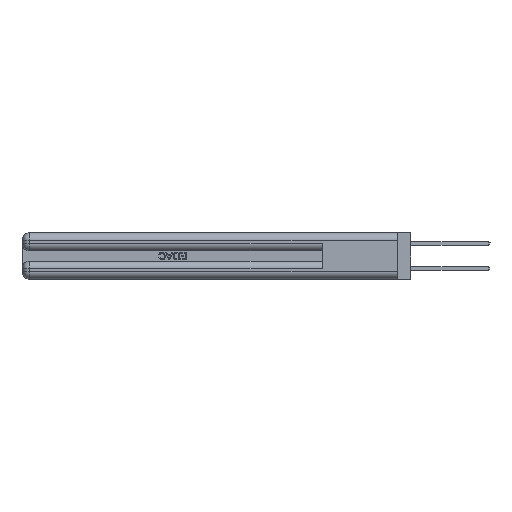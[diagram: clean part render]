
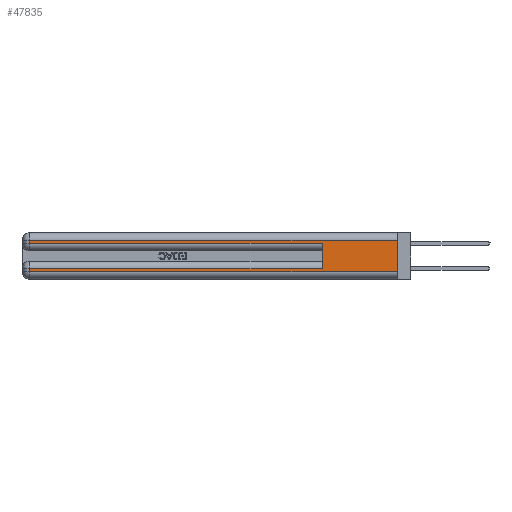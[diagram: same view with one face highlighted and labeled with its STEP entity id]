
A CAD part, left-side view. The second image highlights one B-rep face of the part: STEP entity #47835.
In plain terms, the highlighted planar face has unit normal (-1, 0, 0).
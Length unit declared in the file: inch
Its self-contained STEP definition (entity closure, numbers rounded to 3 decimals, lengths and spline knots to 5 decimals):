
#427 = EDGE_LOOP ( 'NONE', ( #47524, #38203, #12073, #35502, #38149, #30657, #16253, #28218 ) ) ;
#2658 = EDGE_CURVE ( 'NONE', #23309, #35150, #20697, .T. ) ;
#4591 = VERTEX_POINT ( 'NONE', #10900 ) ;
#4776 = DIRECTION ( 'NONE',  ( 0., -1., 0. ) ) ;
#5280 = LINE ( 'NONE', #13462, #8717 ) ;
#5700 = LINE ( 'NONE', #28911, #8015 ) ;
#5990 = LINE ( 'NONE', #26746, #15817 ) ;
#6067 = EDGE_CURVE ( 'NONE', #25447, #4591, #16367, .T. ) ;
#6183 = LINE ( 'NONE', #34484, #44478 ) ;
#7366 = VERTEX_POINT ( 'NONE', #35510 ) ;
#8015 = VECTOR ( 'NONE', #32806, 39.37008 ) ;
#8717 = VECTOR ( 'NONE', #43323, 39.37008 ) ;
#10897 = VECTOR ( 'NONE', #37901, 39.37008 ) ;
#10900 = CARTESIAN_POINT ( 'NONE',  ( 0., 2.94, 0.31 ) ) ;
#11086 = DIRECTION ( 'NONE',  ( 0., -1., 0. ) ) ;
#11187 = CARTESIAN_POINT ( 'NONE',  ( 0., 0.6, 0.085 ) ) ;
#12073 = ORIENTED_EDGE ( 'NONE', *, *, #20472, .T. ) ;
#13462 = CARTESIAN_POINT ( 'NONE',  ( 0., 0., 0.37 ) ) ;
#13506 = AXIS2_PLACEMENT_3D ( 'NONE', #18771, #26208, #45117 ) ;
#13526 = CARTESIAN_POINT ( 'NONE',  ( 0., 0., 0.31 ) ) ;
#14246 = VERTEX_POINT ( 'NONE', #11187 ) ;
#15516 = DIRECTION ( 'NONE',  ( 0., 0., 1. ) ) ;
#15817 = VECTOR ( 'NONE', #4776, 39.37008 ) ;
#16253 = ORIENTED_EDGE ( 'NONE', *, *, #2658, .T. ) ;
#16321 = EDGE_CURVE ( 'NONE', #35150, #27880, #36065, .T. ) ;
#16367 = LINE ( 'NONE', #13526, #25615 ) ;
#18771 = CARTESIAN_POINT ( 'NONE',  ( 0., 0., 0.37 ) ) ;
#20071 = DIRECTION ( 'NONE',  ( 0., 1., 0. ) ) ;
#20472 = EDGE_CURVE ( 'NONE', #4591, #24133, #23682, .T. ) ;
#20697 = LINE ( 'NONE', #40234, #10897 ) ;
#21419 = FACE_OUTER_BOUND ( 'NONE', #427, .T. ) ;
#22881 = CARTESIAN_POINT ( 'NONE',  ( 0., 2.94, 0.06 ) ) ;
#23271 = CARTESIAN_POINT ( 'NONE',  ( 0., 2.94, 0.285 ) ) ;
#23309 = VERTEX_POINT ( 'NONE', #27199 ) ;
#23682 = LINE ( 'NONE', #29068, #43508 ) ;
#24133 = VERTEX_POINT ( 'NONE', #23271 ) ;
#25447 = VERTEX_POINT ( 'NONE', #39857 ) ;
#25615 = VECTOR ( 'NONE', #20071, 39.37008 ) ;
#26087 = VECTOR ( 'NONE', #11086, 39.37008 ) ;
#26208 = DIRECTION ( 'NONE',  ( 1., 0., 0. ) ) ;
#26746 = CARTESIAN_POINT ( 'NONE',  ( 0., 0., 0.285 ) ) ;
#27199 = CARTESIAN_POINT ( 'NONE',  ( 0., 2.94, 0.085 ) ) ;
#27880 = VERTEX_POINT ( 'NONE', #40953 ) ;
#28199 = EDGE_CURVE ( 'NONE', #14246, #7366, #6183, .T. ) ;
#28218 = ORIENTED_EDGE ( 'NONE', *, *, #16321, .T. ) ;
#28911 = CARTESIAN_POINT ( 'NONE',  ( 0., 0., 0.085 ) ) ;
#29068 = CARTESIAN_POINT ( 'NONE',  ( 0., 2.94, 0.37 ) ) ;
#30178 = PLANE ( 'NONE',  #13506 ) ;
#30379 = EDGE_CURVE ( 'NONE', #24133, #7366, #5990, .T. ) ;
#30657 = ORIENTED_EDGE ( 'NONE', *, *, #32976, .T. ) ;
#31452 = EDGE_CURVE ( 'NONE', #25447, #27880, #5280, .T. ) ;
#32806 = DIRECTION ( 'NONE',  ( 0., 1., 0. ) ) ;
#32976 = EDGE_CURVE ( 'NONE', #14246, #23309, #5700, .T. ) ;
#34484 = CARTESIAN_POINT ( 'NONE',  ( 0., 0.6, 0.145 ) ) ;
#35150 = VERTEX_POINT ( 'NONE', #22881 ) ;
#35502 = ORIENTED_EDGE ( 'NONE', *, *, #30379, .T. ) ;
#35510 = CARTESIAN_POINT ( 'NONE',  ( 0., 0.6, 0.285 ) ) ;
#36065 = LINE ( 'NONE', #45997, #26087 ) ;
#37901 = DIRECTION ( 'NONE',  ( 0., 0., -1. ) ) ;
#38149 = ORIENTED_EDGE ( 'NONE', *, *, #28199, .F. ) ;
#38203 = ORIENTED_EDGE ( 'NONE', *, *, #6067, .T. ) ;
#39857 = CARTESIAN_POINT ( 'NONE',  ( 0., 0., 0.31 ) ) ;
#40234 = CARTESIAN_POINT ( 'NONE',  ( 0., 2.94, 0.37 ) ) ;
#40953 = CARTESIAN_POINT ( 'NONE',  ( 0., 0., 0.06 ) ) ;
#43323 = DIRECTION ( 'NONE',  ( 0., 0., -1. ) ) ;
#43508 = VECTOR ( 'NONE', #47408, 39.37008 ) ;
#44478 = VECTOR ( 'NONE', #15516, 39.37008 ) ;
#45117 = DIRECTION ( 'NONE',  ( 0., 0., -1. ) ) ;
#45997 = CARTESIAN_POINT ( 'NONE',  ( 0., 0., 0.06 ) ) ;
#47408 = DIRECTION ( 'NONE',  ( 0., 0., -1. ) ) ;
#47524 = ORIENTED_EDGE ( 'NONE', *, *, #31452, .F. ) ;
#47835 = ADVANCED_FACE ( 'NONE', ( #21419 ), #30178, .F. ) ;
